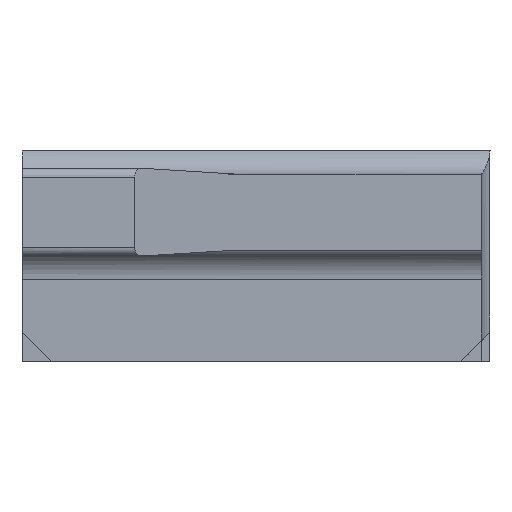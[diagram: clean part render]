
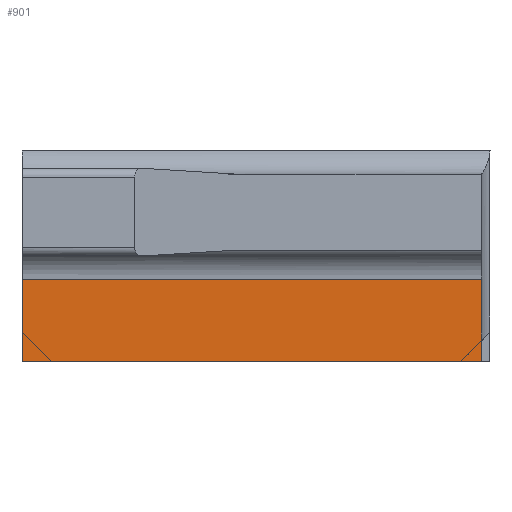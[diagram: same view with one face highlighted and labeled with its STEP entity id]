
A CAD part, left-side view. The second image highlights one B-rep face of the part: STEP entity #901.
In plain terms, the highlighted planar face has unit normal (-1, 0, 0).
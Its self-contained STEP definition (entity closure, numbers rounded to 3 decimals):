
#156=CARTESIAN_POINT('',(-9.3,4.,0.));
#157=VERTEX_POINT('',#156);
#161=CARTESIAN_POINT('',(-9.3,-3.851,0.));
#162=DIRECTION('',(0.,1.,0.));
#163=VECTOR('',#162,7.851);
#164=LINE('',#161,#163);
#165=CARTESIAN_POINT('',(-9.3,-3.851,0.));
#166=VERTEX_POINT('',#165);
#167=EDGE_CURVE('',#166,#157,#164,.T.);
#336=CARTESIAN_POINT('',(-9.3,-3.851,1.4));
#337=DIRECTION('',(0.,0.,-1.));
#338=VECTOR('',#337,1.4);
#339=LINE('',#336,#338);
#340=CARTESIAN_POINT('',(-9.3,-3.851,1.4));
#341=VERTEX_POINT('',#340);
#342=EDGE_CURVE('',#341,#166,#339,.T.);
#852=CARTESIAN_POINT('',(-9.3,4.,1.4));
#853=DIRECTION('',(0.,-1.,0.));
#854=VECTOR('',#853,7.851);
#855=LINE('',#852,#854);
#856=CARTESIAN_POINT('',(-9.3,4.,1.4));
#857=VERTEX_POINT('',#856);
#858=EDGE_CURVE('',#857,#341,#855,.T.);
#881=CARTESIAN_POINT('',(-9.3,27.271,-19.));
#882=DIRECTION('',(1.,0.,0.));
#883=DIRECTION('',(0.,0.,1.));
#884=AXIS2_PLACEMENT_3D('',#881,#882,#883);
#885=PLANE('',#884);
#886=ORIENTED_EDGE('Edge 1360',*,*,#858,.F.);
#888=ORIENTED_EDGE('Edge 1365',*,*,#342,.F.);
#890=ORIENTED_EDGE('Edge 131',*,*,#167,.F.);
#892=CARTESIAN_POINT('',(-9.3,4.,0.));
#893=DIRECTION('',(0.,0.,1.));
#894=VECTOR('',#893,1.4);
#895=LINE('',#892,#894);
#896=EDGE_CURVE('',#157,#857,#895,.T.);
#897=ORIENTED_EDGE('Edge 252',*,*,#896,.F.);
#899=EDGE_LOOP('',(#897,#890,#888,#886));
#900=FACE_OUTER_BOUND('Loop 1376',#899,.T.);
#901=ADVANCED_FACE('Face 1377',(#900),#885,.F.);
